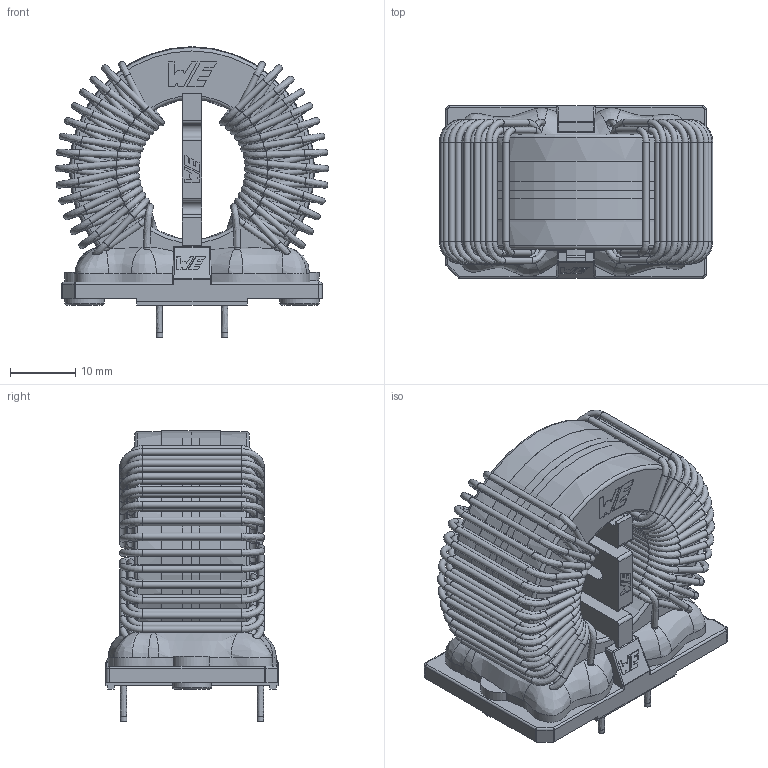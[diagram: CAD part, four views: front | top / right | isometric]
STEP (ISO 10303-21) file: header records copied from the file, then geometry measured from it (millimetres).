
FILE_DESCRIPTION(/* description */ ('Unknown'),/* implementation_level */ '2;1');
FILE_NAME(/* name */ '7448060620',/* time_stamp */ '2024-07-18T15:36:10+02:00',/* author */ ('Unknown'),/* organization */ ('Unknown'),/* preprocessor_version */ 'ST-DEVELOPER v19.4',/* originating_system */ 'Solid Edge',/* authorisation */ 'Unknown');
FILE_SCHEMA (('AUTOMOTIVE_DESIGN {1 0 10303 214 3 1 1}'));
Length unit declared in the file: millimetre
Products named in the file (9): 7448060620_Rev1.1; CASE-T3424-A_Rev1.1; CORE-342415_Rev1.1; CASE-T3424-B_Rev1.1; Tape; coil; spacer-2320-1_Rev1.1; t36-base_Rev1.1; Glue
Assembly tree (8 placements, depth 2):
  7448060620_Rev1.1
    CASE-T3424-A_Rev1.1
    CORE-342415_Rev1.1
    CASE-T3424-B_Rev1.1
    Tape
    coil
    spacer-2320-1_Rev1.1
    t36-base_Rev1.1
    Glue
Bounding box: 42 x 26.5 x 44.59 mm (x, y, z)
Volume: 20125.7 mm3; surface area: 33695.3 mm2
Topology: 24 solids, 25 shells, 1282 faces, 3083 edges, 1866 vertices
Faces by surface type: plane 495, cylinder 362, bspline 192, torus 155, cone 60, sphere 18
Full cylindrical faces by diameter (mm): 0.98 x4, 1 x228, 1.2 x4, 1.7 x8, 2.4 x4, 6 x2, 21.5 x1, 23.4 x2, 24 x1, 34 x1, 34.8 x2, 37.5 x1
Entity records: 66723 total; most frequent: CARTESIAN_POINT 39728, DIRECTION 5245, ORIENTED_EDGE 4948, EDGE_CURVE 2474, AXIS2_PLACEMENT_3D 1956, EDGE_LOOP 1895, FACE_BOUND 1895, VERTEX_POINT 1817
